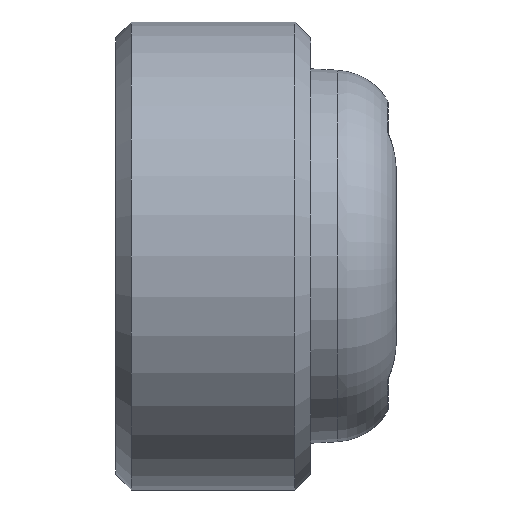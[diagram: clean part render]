
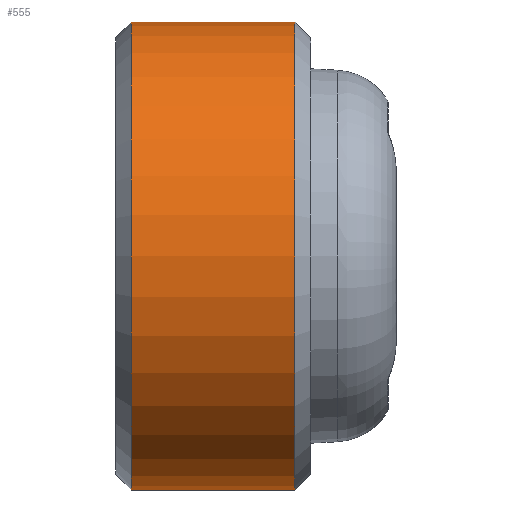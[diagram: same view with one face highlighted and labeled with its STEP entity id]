
A CAD part, left-side view. The second image highlights one B-rep face of the part: STEP entity #555.
In plain terms, the highlighted cylindrical face has radius 30 mm (diameter 60 mm), a full revolution.
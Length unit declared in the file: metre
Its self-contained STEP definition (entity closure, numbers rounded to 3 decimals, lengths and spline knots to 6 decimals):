
#12=CYLINDRICAL_SURFACE('',#622,0.03);
#80=CIRCLE('',#623,0.03);
#81=CIRCLE('',#624,0.03);
#161=ORIENTED_EDGE('',*,*,#300,.T.);
#162=ORIENTED_EDGE('',*,*,#301,.T.);
#300=EDGE_CURVE('',#371,#371,#80,.F.);
#301=EDGE_CURVE('',#372,#372,#81,.T.);
#371=VERTEX_POINT('',#976);
#372=VERTEX_POINT('',#978);
#451=EDGE_LOOP('',(#161));
#452=EDGE_LOOP('',(#162));
#498=FACE_BOUND('',#451,.T.);
#499=FACE_BOUND('',#452,.T.);
#555=ADVANCED_FACE('',(#498,#499),#12,.T.);
#622=AXIS2_PLACEMENT_3D('',#974,#732,#733);
#623=AXIS2_PLACEMENT_3D('',#975,#734,#735);
#624=AXIS2_PLACEMENT_3D('',#977,#736,#737);
#732=DIRECTION('',(0.,1.,0.));
#733=DIRECTION('',(0.,0.,1.));
#734=DIRECTION('',(0.,-1.,0.));
#735=DIRECTION('',(0.,0.,-1.));
#736=DIRECTION('',(0.,-1.,0.));
#737=DIRECTION('',(0.,0.,-1.));
#974=CARTESIAN_POINT('',(0.,-0.025,0.));
#975=CARTESIAN_POINT('',(0.,-0.023,0.));
#976=CARTESIAN_POINT('',(0.,-0.023,-0.03));
#977=CARTESIAN_POINT('',(0.,-0.002,0.));
#978=CARTESIAN_POINT('',(0.,-0.002,-0.03));
